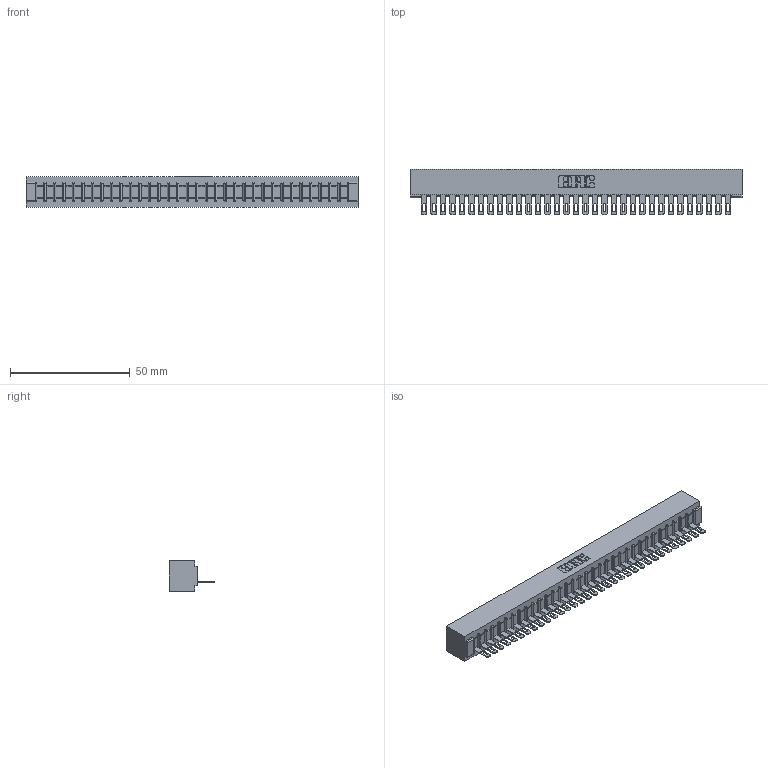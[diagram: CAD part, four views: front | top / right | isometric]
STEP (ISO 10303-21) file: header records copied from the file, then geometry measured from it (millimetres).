
FILE_DESCRIPTION (( 'STEP AP203' ), '1' );
FILE_NAME ('357-033-505-101.STEP', '2018-08-10T00:42:53', ( '' ), ( '' ), 'SwSTEP 2.0', 'SolidWorks 2016', '' );
FILE_SCHEMA (( 'CONFIG_CONTROL_DESIGN' ));
Length unit declared in the file: inch
Products named in the file (3): 307 Part_No Mounting Lugs; 307-290-001_505; 357-033-505-101
Assembly tree (34 placements, depth 2):
  357-033-505-101
    307 Part_No Mounting Lugs
    307-290-001_505  x33
Bounding box: 138.63 x 19.18 x 12.7 mm (x, y, z)
Volume: 14894.6 mm3; surface area: 16087.7 mm2
Topology: 34 solids, 34 shells, 1992 faces, 5645 edges, 3626 vertices
Faces by surface type: plane 1254, cylinder 670, sphere 68
Entity records: 29096 total; most frequent: CARTESIAN_POINT 4896, ORIENTED_EDGE 4882, DIRECTION 4767, EDGE_CURVE 2441, LINE 1869, VECTOR 1869, VERTEX_POINT 1578, AXIS2_PLACEMENT_3D 1449
